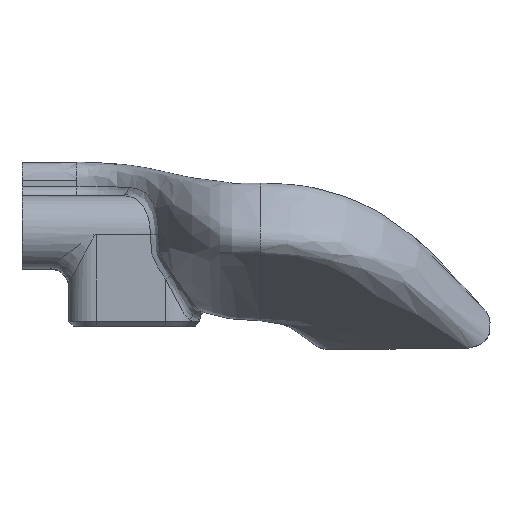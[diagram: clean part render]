
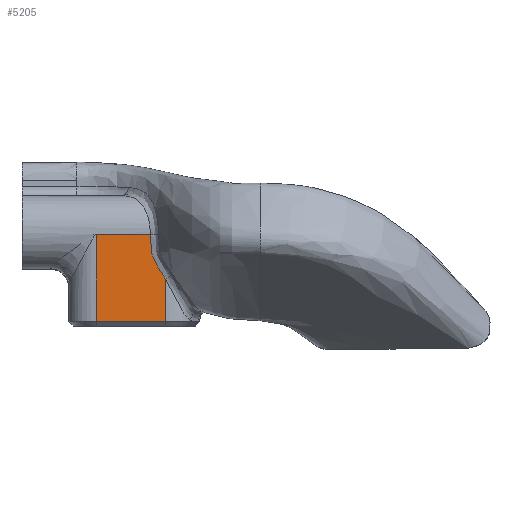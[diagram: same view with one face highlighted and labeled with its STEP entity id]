
A CAD part, left-side view. The second image highlights one B-rep face of the part: STEP entity #5205.
In plain terms, the highlighted planar face has unit normal (-1, 0, 0).
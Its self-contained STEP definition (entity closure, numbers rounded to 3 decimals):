
#143=B_SPLINE_CURVE_WITH_KNOTS('',3,(#9585,#9586,#9587,#9588,#9589,#9590,
#9591,#9592,#9593,#9594,#9595,#9596,#9597,#9598,#9599,#9600,#9601,#9602,
#9603),.UNSPECIFIED.,.F.,.F.,(4,1,1,2,1,1,1,1,1,1,1,1,1,1,1,4),(-0.528,
-0.439,-0.35,-0.305,-0.304,
-0.303,-0.302,-0.298,-0.29,
-0.275,-0.26,-0.252,-0.244,
-0.183,-0.122,0.),
 .UNSPECIFIED.);
#622=PLANE('',#5580);
#764=FACE_OUTER_BOUND('',#1091,.T.);
#1091=EDGE_LOOP('',(#3933,#3934,#3935,#3936,#3937));
#1451=LINE('',#9605,#1796);
#1452=LINE('',#9607,#1797);
#1453=LINE('',#9609,#1798);
#1454=LINE('',#9610,#1799);
#1796=VECTOR('',#6138,10.);
#1797=VECTOR('',#6139,10.);
#1798=VECTOR('',#6140,10.);
#1799=VECTOR('',#6141,10.);
#2328=VERTEX_POINT('',#9583);
#2329=VERTEX_POINT('',#9584);
#2330=VERTEX_POINT('',#9604);
#2331=VERTEX_POINT('',#9606);
#2332=VERTEX_POINT('',#9608);
#2920=EDGE_CURVE('',#2328,#2329,#143,.T.);
#2921=EDGE_CURVE('',#2330,#2328,#1451,.T.);
#2922=EDGE_CURVE('',#2331,#2330,#1452,.T.);
#2923=EDGE_CURVE('',#2332,#2331,#1453,.T.);
#2924=EDGE_CURVE('',#2332,#2329,#1454,.T.);
#3933=ORIENTED_EDGE('',*,*,#2920,.F.);
#3934=ORIENTED_EDGE('',*,*,#2921,.F.);
#3935=ORIENTED_EDGE('',*,*,#2922,.F.);
#3936=ORIENTED_EDGE('',*,*,#2923,.F.);
#3937=ORIENTED_EDGE('',*,*,#2924,.T.);
#5205=ADVANCED_FACE('',(#764),#622,.T.);
#5580=AXIS2_PLACEMENT_3D('',#9582,#6136,#6137);
#6136=DIRECTION('center_axis',(-1.,0.,0.));
#6137=DIRECTION('ref_axis',(0.,-1.,0.));
#6138=DIRECTION('',(0.,-1.,0.));
#6139=DIRECTION('',(0.,0.,1.));
#6140=DIRECTION('',(0.,1.,0.));
#6141=DIRECTION('',(0.,0.,1.));
#9582=CARTESIAN_POINT('Origin',(-29.098,58.664,11.877));
#9583=CARTESIAN_POINT('',(-29.095,52.744,21.877));
#9584=CARTESIAN_POINT('',(-29.098,51.057,17.004));
#9585=CARTESIAN_POINT('Ctrl Pts',(-29.098,52.743,21.877));
#9586=CARTESIAN_POINT('Ctrl Pts',(-29.098,52.736,21.58));
#9587=CARTESIAN_POINT('Ctrl Pts',(-29.098,52.713,20.986));
#9588=CARTESIAN_POINT('Ctrl Pts',(-29.098,52.662,20.246));
#9589=CARTESIAN_POINT('Ctrl Pts',(-29.098,52.592,19.806));
#9590=CARTESIAN_POINT('Ctrl Pts',(-29.098,52.549,19.659));
#9591=CARTESIAN_POINT('Ctrl Pts',(-29.098,52.547,19.653));
#9592=CARTESIAN_POINT('Ctrl Pts',(-29.098,52.543,19.641));
#9593=CARTESIAN_POINT('Ctrl Pts',(-29.098,52.537,19.62));
#9594=CARTESIAN_POINT('Ctrl Pts',(-29.098,52.523,19.577));
#9595=CARTESIAN_POINT('Ctrl Pts',(-29.098,52.494,19.492));
#9596=CARTESIAN_POINT('Ctrl Pts',(-29.098,52.449,19.372));
#9597=CARTESIAN_POINT('Ctrl Pts',(-29.098,52.4,19.254));
#9598=CARTESIAN_POINT('Ctrl Pts',(-29.098,52.358,19.161));
#9599=CARTESIAN_POINT('Ctrl Pts',(-29.098,52.252,18.929));
#9600=CARTESIAN_POINT('Ctrl Pts',(-29.098,52.05,18.546));
#9601=CARTESIAN_POINT('Ctrl Pts',(-29.098,51.633,17.846));
#9602=CARTESIAN_POINT('Ctrl Pts',(-29.098,51.291,17.337));
#9603=CARTESIAN_POINT('Ctrl Pts',(-29.098,51.057,17.004));
#9604=CARTESIAN_POINT('',(-29.094,58.664,21.877));
#9605=CARTESIAN_POINT('',(-29.094,65.75,21.877));
#9606=CARTESIAN_POINT('',(-29.098,58.664,12.377));
#9607=CARTESIAN_POINT('',(-29.098,58.664,11.877));
#9608=CARTESIAN_POINT('',(-29.098,51.057,12.377));
#9609=CARTESIAN_POINT('',(-29.098,56.292,12.377));
#9610=CARTESIAN_POINT('',(-29.098,51.057,11.877));
